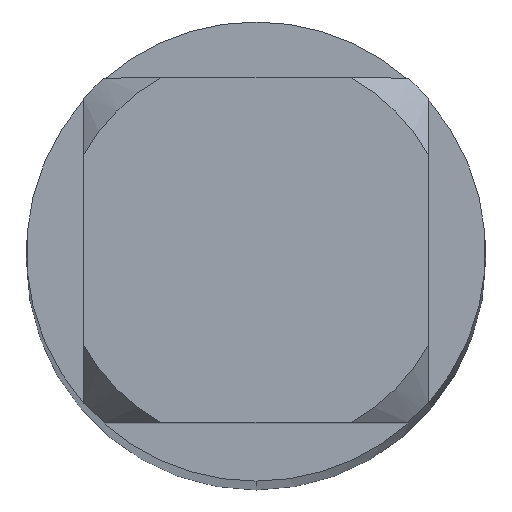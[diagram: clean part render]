
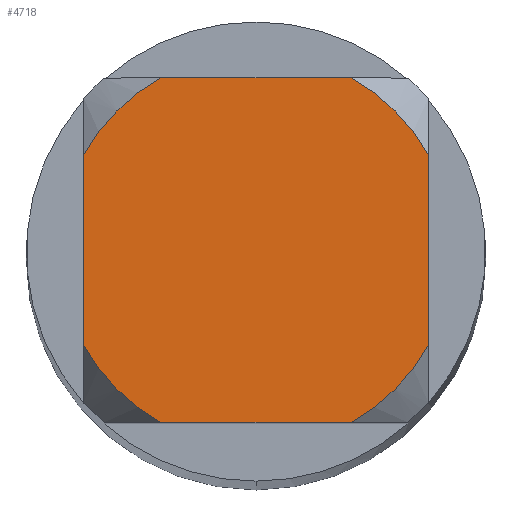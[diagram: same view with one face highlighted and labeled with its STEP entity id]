
A CAD part, top view. The second image highlights one B-rep face of the part: STEP entity #4718.
In plain terms, the highlighted planar face has unit normal (0, 0, 1).
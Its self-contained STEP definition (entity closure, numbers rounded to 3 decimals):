
#2526=VERTEX_POINT('',#7297);
#2794=VERTEX_POINT('',#7586);
#3052=VERTEX_POINT('',#7861);
#3170=EDGE_CURVE('',#6008,#2794,#7990,.T.);
#3244=EDGE_CURVE('',#3052,#6736,#8072,.T.);
#3492=VERTEX_POINT('',#8345);
#3754=EDGE_CURVE('',#2526,#5352,#8637,.T.);
#4110=EDGE_CURVE('',#3052,#6010,#9018,.T.);
#4718=ADVANCED_FACE('',(#9681),#9682,.T.);
#5302=EDGE_CURVE('',#3492,#6010,#10325,.T.);
#5352=VERTEX_POINT('',#10379);
#5462=EDGE_CURVE('',#2526,#2794,#10503,.T.);
#5706=EDGE_CURVE('',#3492,#5352,#10769,.T.);
#6008=VERTEX_POINT('',#11098);
#6010=VERTEX_POINT('',#11100);
#6736=VERTEX_POINT('',#11881);
#6854=EDGE_CURVE('',#6008,#6736,#12017,.T.);
#7297=CARTESIAN_POINT('',(-1.05,0.581,0.0));
#7586=CARTESIAN_POINT('',(-1.05,-0.581,0.0));
#7861=CARTESIAN_POINT('',(1.05,-0.581,0.0));
#7990=CIRCLE('',#13826,1.2);
#8072=CIRCLE('',#14018,1.2);
#8345=CARTESIAN_POINT('',(0.581,1.05,0.0));
#8637=CIRCLE('',#14975,1.2);
#9018=LINE('',#15703,#15704);
#9681=FACE_OUTER_BOUND('',#16848,.T.);
#9682=PLANE('',#16849);
#10325=CIRCLE('',#17986,1.2);
#10379=CARTESIAN_POINT('',(-0.581,1.05,0.0));
#10503=LINE('',#18297,#18298);
#10769=LINE('',#18741,#18742);
#11098=CARTESIAN_POINT('',(-0.581,-1.05,0.0));
#11100=CARTESIAN_POINT('',(1.05,0.581,0.0));
#11881=CARTESIAN_POINT('',(0.581,-1.05,0.0));
#12017=LINE('',#21023,#21024);
#13826=AXIS2_PLACEMENT_3D('',#22372,#22373,#22374);
#14018=AXIS2_PLACEMENT_3D('',#22462,#22463,#22464);
#14975=AXIS2_PLACEMENT_3D('',#23088,#23089,#23090);
#15703=CARTESIAN_POINT('',(1.05,0.3,0.0));
#15704=VECTOR('',#23439,1.0);
#16848=EDGE_LOOP('',(#24196,#24197,#24198,#24199,#24200,#24201,#24202,#24203));
#16849=AXIS2_PLACEMENT_3D('',#24204,#24205,#24206);
#17986=AXIS2_PLACEMENT_3D('',#24917,#24918,#24919);
#18297=CARTESIAN_POINT('',(-1.05,0.3,0.0));
#18298=VECTOR('',#25128,1.0);
#18741=CARTESIAN_POINT('',(0.0,1.05,0.0));
#18742=VECTOR('',#25403,1.0);
#21023=CARTESIAN_POINT('',(0.0,-1.05,0.0));
#21024=VECTOR('',#27192,1.0);
#22372=CARTESIAN_POINT('',(0.0,0.0,0.0));
#22373=DIRECTION('',(0.0,0.0,-1.0));
#22374=DIRECTION('',(0.0,1.0,0.0));
#22462=CARTESIAN_POINT('',(0.0,0.0,0.0));
#22463=DIRECTION('',(0.0,0.0,-1.0));
#22464=DIRECTION('',(0.0,1.0,0.0));
#23088=CARTESIAN_POINT('',(0.0,0.0,0.0));
#23089=DIRECTION('',(0.0,0.0,-1.0));
#23090=DIRECTION('',(0.0,1.0,0.0));
#23439=DIRECTION('',(-0.0,1.0,0.0));
#24196=ORIENTED_EDGE('',*,*,#5462,.T.);
#24197=ORIENTED_EDGE('',*,*,#3170,.F.);
#24198=ORIENTED_EDGE('',*,*,#6854,.T.);
#24199=ORIENTED_EDGE('',*,*,#3244,.F.);
#24200=ORIENTED_EDGE('',*,*,#4110,.T.);
#24201=ORIENTED_EDGE('',*,*,#5302,.F.);
#24202=ORIENTED_EDGE('',*,*,#5706,.T.);
#24203=ORIENTED_EDGE('',*,*,#3754,.F.);
#24204=CARTESIAN_POINT('',(0.0,0.6,0.0));
#24205=DIRECTION('',(-0.0,0.0,1.0));
#24206=DIRECTION('',(0.0,-1.0,0.0));
#24917=CARTESIAN_POINT('',(0.0,0.0,0.0));
#24918=DIRECTION('',(0.0,0.0,-1.0));
#24919=DIRECTION('',(0.0,1.0,0.0));
#25128=DIRECTION('',(-0.0,-1.0,0.0));
#25403=DIRECTION('',(-1.0,0.0,0.0));
#27192=DIRECTION('',(1.0,0.0,0.0));
